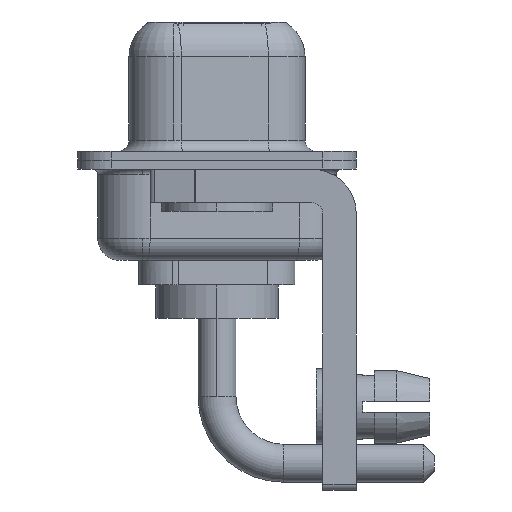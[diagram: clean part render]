
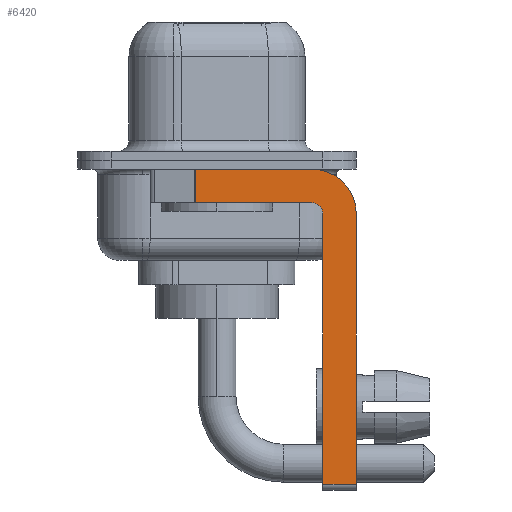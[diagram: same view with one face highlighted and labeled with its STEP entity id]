
A CAD part, left-side view. The second image highlights one B-rep face of the part: STEP entity #6420.
In plain terms, the highlighted planar face has unit normal (-1, 0, 0).
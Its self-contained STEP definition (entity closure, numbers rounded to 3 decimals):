
#64 = EDGE_CURVE ( 'NONE', #2493, #10343, #9265, .T. ) ;
#297 = LINE ( 'NONE', #4866, #11512 ) ;
#367 = DIRECTION ( 'NONE',  ( 0., 0., -1. ) ) ;
#395 = VECTOR ( 'NONE', #12627, 1000. ) ;
#417 = EDGE_CURVE ( 'NONE', #6574, #12407, #11097, .T. ) ;
#569 = ORIENTED_EDGE ( 'NONE', *, *, #4431, .T. ) ;
#811 = ORIENTED_EDGE ( 'NONE', *, *, #14483, .F. ) ;
#1199 = DIRECTION ( 'NONE',  ( 0., 0., -1. ) ) ;
#1756 = ORIENTED_EDGE ( 'NONE', *, *, #5234, .T. ) ;
#1855 = FACE_OUTER_BOUND ( 'NONE', #3865, .T. ) ;
#2365 = DIRECTION ( 'NONE',  ( 0., -1., 0. ) ) ;
#2493 = VERTEX_POINT ( 'NONE', #3151 ) ;
#3151 = CARTESIAN_POINT ( 'NONE',  ( -2.9, -4.75, -14.55 ) ) ;
#3278 = VERTEX_POINT ( 'NONE', #14257 ) ;
#3543 = DIRECTION ( 'NONE',  ( 1., 0., 0. ) ) ;
#3561 = LINE ( 'NONE', #7288, #395 ) ;
#3565 = ORIENTED_EDGE ( 'NONE', *, *, #64, .F. ) ;
#3689 = DIRECTION ( 'NONE',  ( 0., -1., 0. ) ) ;
#3729 = ORIENTED_EDGE ( 'NONE', *, *, #8207, .F. ) ;
#3865 = EDGE_LOOP ( 'NONE', ( #6784, #1756, #3729, #811, #3565, #569, #13043, #7401 ) ) ;
#4001 = VECTOR ( 'NONE', #5833, 1000. ) ;
#4193 = DIRECTION ( 'NONE',  ( 1., 0., 0. ) ) ;
#4233 = CARTESIAN_POINT ( 'NONE',  ( -2.9, -6.25, -14.55 ) ) ;
#4431 = EDGE_CURVE ( 'NONE', #2493, #7769, #6073, .T. ) ;
#4501 = EDGE_CURVE ( 'NONE', #12407, #6756, #12900, .T. ) ;
#4852 = EDGE_CURVE ( 'NONE', #6756, #7769, #297, .T. ) ;
#4866 = CARTESIAN_POINT ( 'NONE',  ( -2.9, -6.25, -2.4 ) ) ;
#5234 = EDGE_CURVE ( 'NONE', #6574, #3278, #10392, .T. ) ;
#5321 = VECTOR ( 'NONE', #367, 1000. ) ;
#5408 = AXIS2_PLACEMENT_3D ( 'NONE', #14372, #4193, #8745 ) ;
#5425 = CARTESIAN_POINT ( 'NONE',  ( -2.9, 3., -0.4 ) ) ;
#5833 = DIRECTION ( 'NONE',  ( 0., 0., 1. ) ) ;
#6024 = CARTESIAN_POINT ( 'NONE',  ( -2.9, -4.75, -2.4 ) ) ;
#6058 = CIRCLE ( 'NONE', #14346, 0.5 ) ;
#6073 = LINE ( 'NONE', #11653, #14085 ) ;
#6420 = ADVANCED_FACE ( 'NONE', ( #1855 ), #9869, .F. ) ;
#6574 = VERTEX_POINT ( 'NONE', #6655 ) ;
#6655 = CARTESIAN_POINT ( 'NONE',  ( -2.9, 0.978, -0.4 ) ) ;
#6756 = VERTEX_POINT ( 'NONE', #7395 ) ;
#6784 = ORIENTED_EDGE ( 'NONE', *, *, #417, .F. ) ;
#7288 = CARTESIAN_POINT ( 'NONE',  ( -2.9, -4.25, -1.9 ) ) ;
#7395 = CARTESIAN_POINT ( 'NONE',  ( -2.9, -6.25, -2.4 ) ) ;
#7401 = ORIENTED_EDGE ( 'NONE', *, *, #4501, .F. ) ;
#7769 = VERTEX_POINT ( 'NONE', #4233 ) ;
#8207 = EDGE_CURVE ( 'NONE', #10340, #3278, #3561, .T. ) ;
#8745 = DIRECTION ( 'NONE',  ( 0., 0., -1. ) ) ;
#9220 = CARTESIAN_POINT ( 'NONE',  ( -2.9, -4.25, -2.4 ) ) ;
#9245 = CARTESIAN_POINT ( 'NONE',  ( -2.9, -4.25, -1.9 ) ) ;
#9265 = LINE ( 'NONE', #12428, #4001 ) ;
#9869 = PLANE ( 'NONE',  #5408 ) ;
#10340 = VERTEX_POINT ( 'NONE', #9245 ) ;
#10343 = VERTEX_POINT ( 'NONE', #6024 ) ;
#10392 = LINE ( 'NONE', #11635, #5321 ) ;
#11097 = LINE ( 'NONE', #5425, #13514 ) ;
#11512 = VECTOR ( 'NONE', #1199, 1000. ) ;
#11635 = CARTESIAN_POINT ( 'NONE',  ( -2.9, 0.978, -1.9 ) ) ;
#11653 = CARTESIAN_POINT ( 'NONE',  ( -2.9, -4.25, -14.55 ) ) ;
#12072 = DIRECTION ( 'NONE',  ( -1., 0., 0. ) ) ;
#12407 = VERTEX_POINT ( 'NONE', #14614 ) ;
#12426 = AXIS2_PLACEMENT_3D ( 'NONE', #9220, #3543, #12608 ) ;
#12428 = CARTESIAN_POINT ( 'NONE',  ( -2.9, -4.75, -14.8 ) ) ;
#12608 = DIRECTION ( 'NONE',  ( 0., 0., -1. ) ) ;
#12627 = DIRECTION ( 'NONE',  ( 0., 1., 0. ) ) ;
#12900 = CIRCLE ( 'NONE', #12426, 2. ) ;
#13043 = ORIENTED_EDGE ( 'NONE', *, *, #4852, .F. ) ;
#13514 = VECTOR ( 'NONE', #2365, 1000. ) ;
#14085 = VECTOR ( 'NONE', #3689, 1000. ) ;
#14162 = CARTESIAN_POINT ( 'NONE',  ( -2.9, -4.25, -2.4 ) ) ;
#14229 = DIRECTION ( 'NONE',  ( 0., 0., 1. ) ) ;
#14257 = CARTESIAN_POINT ( 'NONE',  ( -2.9, 0.978, -1.9 ) ) ;
#14346 = AXIS2_PLACEMENT_3D ( 'NONE', #14162, #12072, #14229 ) ;
#14372 = CARTESIAN_POINT ( 'NONE',  ( -2.9, -4.25, -2.4 ) ) ;
#14483 = EDGE_CURVE ( 'NONE', #10343, #10340, #6058, .T. ) ;
#14614 = CARTESIAN_POINT ( 'NONE',  ( -2.9, -4.25, -0.4 ) ) ;
